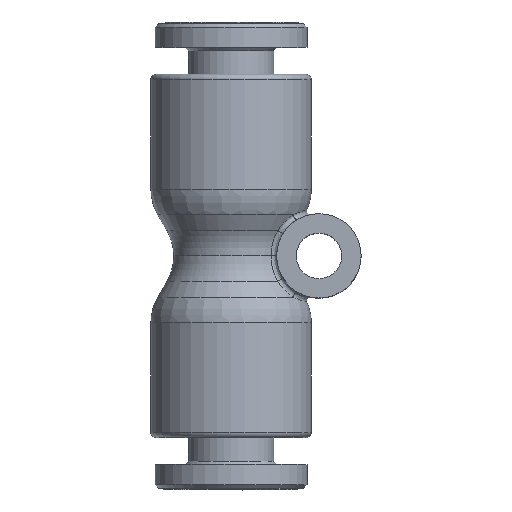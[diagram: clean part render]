
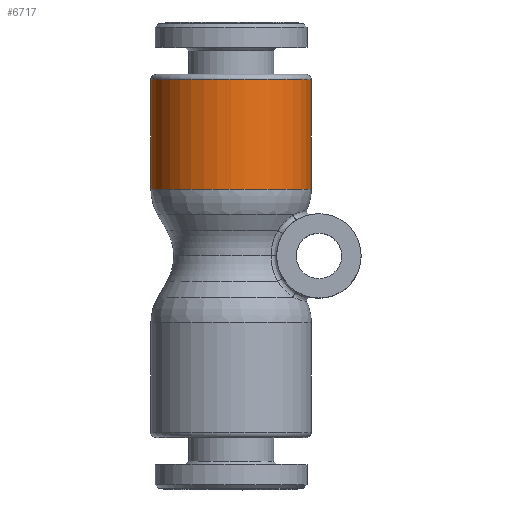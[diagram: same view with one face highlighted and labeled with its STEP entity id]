
A CAD part, top view. The second image highlights one B-rep face of the part: STEP entity #6717.
In plain terms, the highlighted cylindrical face has radius 4.75 mm (diameter 9.5 mm), a full revolution.
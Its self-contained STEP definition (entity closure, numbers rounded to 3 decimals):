
#27=CYLINDRICAL_SURFACE('',#7008,4.75);
#96=CIRCLE('',#7009,4.75);
#97=CIRCLE('',#7010,4.75);
#3330=ORIENTED_EDGE('',*,*,#4332,.T.);
#3331=ORIENTED_EDGE('',*,*,#4333,.T.);
#4332=EDGE_CURVE('',#4974,#4974,#96,.T.);
#4333=EDGE_CURVE('',#4975,#4975,#97,.T.);
#4974=VERTEX_POINT('',#18319);
#4975=VERTEX_POINT('',#18321);
#5661=EDGE_LOOP('',(#3330));
#5662=EDGE_LOOP('',(#3331));
#6105=FACE_BOUND('',#5661,.T.);
#6106=FACE_BOUND('',#5662,.T.);
#6717=ADVANCED_FACE('',(#6105,#6106),#27,.T.);
#7008=AXIS2_PLACEMENT_3D('',#18317,#8183,#8184);
#7009=AXIS2_PLACEMENT_3D('',#18318,#8185,#8186);
#7010=AXIS2_PLACEMENT_3D('',#18320,#8187,#8188);
#8183=DIRECTION('',(0.,-1.,0.));
#8184=DIRECTION('',(1.,0.,0.));
#8185=DIRECTION('',(0.,1.,0.));
#8186=DIRECTION('',(-1.,0.,0.));
#8187=DIRECTION('',(0.,-1.,0.));
#8188=DIRECTION('',(1.,0.,0.));
#18317=CARTESIAN_POINT('',(0.,-7.686,0.));
#18318=CARTESIAN_POINT('',(0.,3.942,0.));
#18319=CARTESIAN_POINT('',(-4.75,3.942,0.));
#18320=CARTESIAN_POINT('',(0.,10.45,0.));
#18321=CARTESIAN_POINT('',(4.75,10.45,0.));
